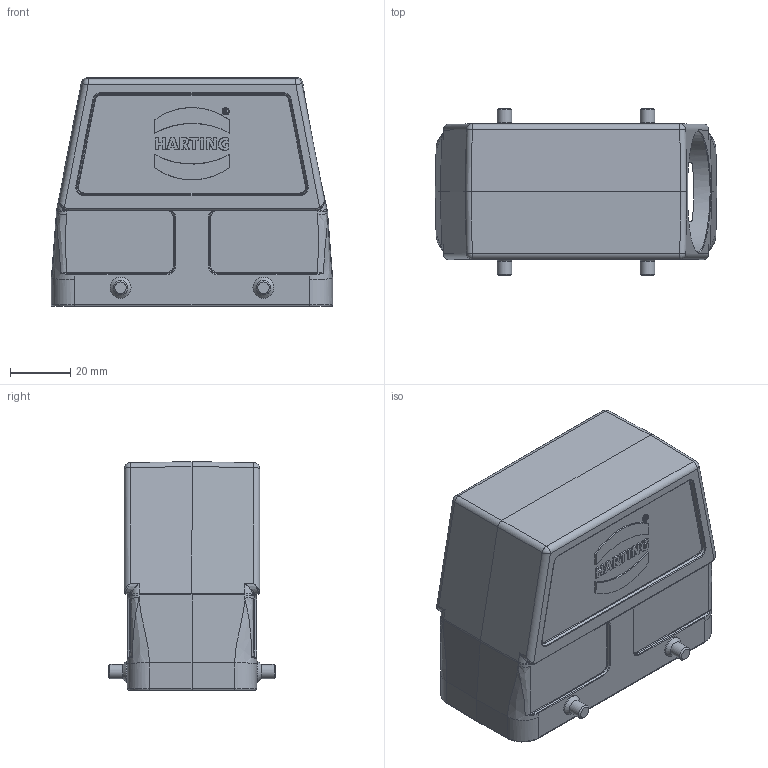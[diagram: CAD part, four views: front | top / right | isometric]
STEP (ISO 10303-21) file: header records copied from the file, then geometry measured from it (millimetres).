
FILE_DESCRIPTION(/* description */ (''),/* implementation_level */ '2;1');
FILE_NAME(/* name */ '100577678ugm000_a.stp',/* time_stamp */ '2014-05-16T15:20:01+02:00',/* author */ (''),/* organization */ (''),/* preprocessor_version */ 'ST-DEVELOPER v15',/* originating_system */ 'SIEMENS PLM Software NX 8.5',/* authorisation */ '');
FILE_SCHEMA (('AUTOMOTIVE_DESIGN { 1 0 10303 214 3 1 1 1 }'));
Length unit declared in the file: millimetre
Products named in the file (1): 100577678ugm000_a
Bounding box: 93.5 x 55.6 x 76 mm (x, y, z)
Volume: 75955.8 mm3; surface area: 41599.6 mm2
Topology: 1 solids, 1 shells, 507 faces, 1236 edges, 747 vertices
Faces by surface type: plane 175, cylinder 137, bspline 92, torus 51, cone 46, sphere 6
Full cylindrical faces by diameter (mm): 3 x4, 4 x4, 4.8 x4, 7 x4, 40 x1
Entity records: 17737 total; most frequent: CARTESIAN_POINT 5684, ORIENTED_EDGE 2342, DIRECTION 2241, EDGE_CURVE 1171, AXIS2_PLACEMENT_3D 857, VERTEX_POINT 733, EDGE_LOOP 572, LINE 527
